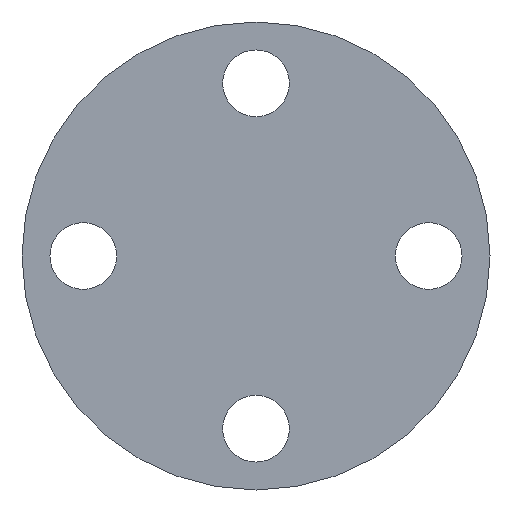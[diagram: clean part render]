
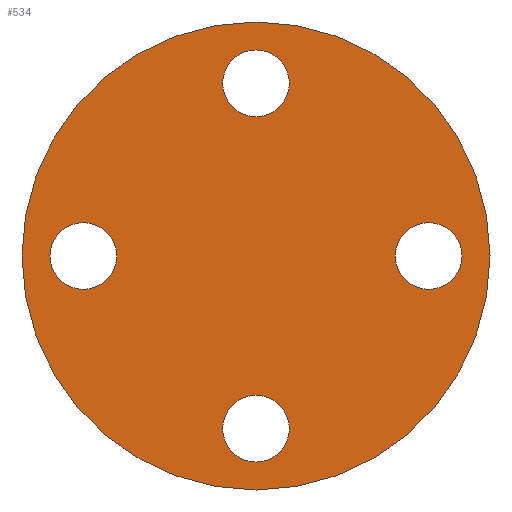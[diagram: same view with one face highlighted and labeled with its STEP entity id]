
A CAD part, front view. The second image highlights one B-rep face of the part: STEP entity #534.
In plain terms, the highlighted planar face has unit normal (0, -1, 0).
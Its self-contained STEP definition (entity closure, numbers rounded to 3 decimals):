
#7 = CARTESIAN_POINT ( 'NONE',  ( -49.2, 0., 0. ) ) ;
#10 = DIRECTION ( 'NONE',  ( 1., 0., 0. ) ) ;
#13 = CARTESIAN_POINT ( 'NONE',  ( 66.65, 0., 0. ) ) ;
#24 = CARTESIAN_POINT ( 'NONE',  ( 49.2, 0., 0. ) ) ;
#26 = AXIS2_PLACEMENT_3D ( 'NONE', #470, #548, #75 ) ;
#27 = DIRECTION ( 'NONE',  ( 0., -1., 0. ) ) ;
#36 = CIRCLE ( 'NONE', #112, 9.5 ) ;
#38 = FACE_BOUND ( 'NONE', #451, .T. ) ;
#39 = EDGE_LOOP ( 'NONE', ( #228, #481 ) ) ;
#43 = ORIENTED_EDGE ( 'NONE', *, *, #135, .F. ) ;
#48 = DIRECTION ( 'NONE',  ( -1., 0., 0. ) ) ;
#53 = EDGE_CURVE ( 'NONE', #173, #385, #457, .T. ) ;
#62 = CIRCLE ( 'NONE', #165, 9.5 ) ;
#70 = DIRECTION ( 'NONE',  ( 0., -1., 0. ) ) ;
#75 = DIRECTION ( 'NONE',  ( 1., 0., 0. ) ) ;
#77 = FACE_BOUND ( 'NONE', #39, .T. ) ;
#80 = CARTESIAN_POINT ( 'NONE',  ( 58.7, 0., 0. ) ) ;
#82 = AXIS2_PLACEMENT_3D ( 'NONE', #24, #27, #324 ) ;
#100 = CIRCLE ( 'NONE', #456, 9.5 ) ;
#101 = CARTESIAN_POINT ( 'NONE',  ( 0., 0., -49.2 ) ) ;
#102 = VERTEX_POINT ( 'NONE', #387 ) ;
#104 = CARTESIAN_POINT ( 'NONE',  ( 0., 0., 49.2 ) ) ;
#109 = VERTEX_POINT ( 'NONE', #345 ) ;
#110 = CARTESIAN_POINT ( 'NONE',  ( -39.7, 0., 0. ) ) ;
#111 = DIRECTION ( 'NONE',  ( -1., 0., 0. ) ) ;
#112 = AXIS2_PLACEMENT_3D ( 'NONE', #104, #188, #146 ) ;
#117 = DIRECTION ( 'NONE',  ( 0., -1., 0. ) ) ;
#118 = EDGE_CURVE ( 'NONE', #385, #173, #338, .T. ) ;
#122 = AXIS2_PLACEMENT_3D ( 'NONE', #536, #323, #111 ) ;
#126 = EDGE_LOOP ( 'NONE', ( #321, #549 ) ) ;
#128 = FACE_BOUND ( 'NONE', #126, .T. ) ;
#135 = EDGE_CURVE ( 'NONE', #351, #109, #544, .T. ) ;
#138 = DIRECTION ( 'NONE',  ( -1., 0., 0. ) ) ;
#146 = DIRECTION ( 'NONE',  ( 0., 0., 1. ) ) ;
#148 = EDGE_CURVE ( 'NONE', #477, #102, #62, .T. ) ;
#152 = EDGE_LOOP ( 'NONE', ( #361, #401 ) ) ;
#155 = DIRECTION ( 'NONE',  ( 0., 0., 1. ) ) ;
#158 = AXIS2_PLACEMENT_3D ( 'NONE', #463, #380, #138 ) ;
#165 = AXIS2_PLACEMENT_3D ( 'NONE', #404, #434, #10 ) ;
#170 = VERTEX_POINT ( 'NONE', #474 ) ;
#173 = VERTEX_POINT ( 'NONE', #13 ) ;
#184 = DIRECTION ( 'NONE',  ( 0., 0., -1. ) ) ;
#185 = VERTEX_POINT ( 'NONE', #482 ) ;
#188 = DIRECTION ( 'NONE',  ( 0., -1., 0. ) ) ;
#196 = EDGE_CURVE ( 'NONE', #109, #351, #262, .T. ) ;
#208 = CIRCLE ( 'NONE', #520, 9.5 ) ;
#212 = FACE_OUTER_BOUND ( 'NONE', #298, .T. ) ;
#228 = ORIENTED_EDGE ( 'NONE', *, *, #263, .F. ) ;
#239 = AXIS2_PLACEMENT_3D ( 'NONE', #529, #480, #184 ) ;
#240 = EDGE_CURVE ( 'NONE', #185, #305, #208, .T. ) ;
#262 = CIRCLE ( 'NONE', #239, 9.5 ) ;
#263 = EDGE_CURVE ( 'NONE', #519, #170, #36, .T. ) ;
#276 = DIRECTION ( 'NONE',  ( 0., -1., 0. ) ) ;
#282 = CARTESIAN_POINT ( 'NONE',  ( 0., 0., 49.2 ) ) ;
#289 = CARTESIAN_POINT ( 'NONE',  ( -66.65, 0., 0. ) ) ;
#298 = EDGE_LOOP ( 'NONE', ( #357, #444 ) ) ;
#305 = VERTEX_POINT ( 'NONE', #110 ) ;
#321 = ORIENTED_EDGE ( 'NONE', *, *, #148, .F. ) ;
#323 = DIRECTION ( 'NONE',  ( 0., 1., 0. ) ) ;
#324 = DIRECTION ( 'NONE',  ( 1., 0., 0. ) ) ;
#328 = CIRCLE ( 'NONE', #82, 9.5 ) ;
#338 = CIRCLE ( 'NONE', #158, 66.65 ) ;
#341 = FACE_BOUND ( 'NONE', #152, .T. ) ;
#345 = CARTESIAN_POINT ( 'NONE',  ( 0., 0., -39.7 ) ) ;
#351 = VERTEX_POINT ( 'NONE', #496 ) ;
#357 = ORIENTED_EDGE ( 'NONE', *, *, #118, .F. ) ;
#361 = ORIENTED_EDGE ( 'NONE', *, *, #240, .F. ) ;
#366 = ORIENTED_EDGE ( 'NONE', *, *, #196, .F. ) ;
#369 = DIRECTION ( 'NONE',  ( -1., 0., 0. ) ) ;
#371 = EDGE_CURVE ( 'NONE', #170, #519, #531, .T. ) ;
#376 = EDGE_CURVE ( 'NONE', #305, #185, #100, .T. ) ;
#379 = PLANE ( 'NONE',  #26 ) ;
#380 = DIRECTION ( 'NONE',  ( 0., 1., 0. ) ) ;
#382 = CARTESIAN_POINT ( 'NONE',  ( 0., 0., 58.7 ) ) ;
#385 = VERTEX_POINT ( 'NONE', #289 ) ;
#387 = CARTESIAN_POINT ( 'NONE',  ( 39.7, 0., 0. ) ) ;
#395 = DIRECTION ( 'NONE',  ( 0., -1., 0. ) ) ;
#401 = ORIENTED_EDGE ( 'NONE', *, *, #376, .F. ) ;
#404 = CARTESIAN_POINT ( 'NONE',  ( 49.2, 0., 0. ) ) ;
#412 = EDGE_CURVE ( 'NONE', #102, #477, #328, .T. ) ;
#413 = AXIS2_PLACEMENT_3D ( 'NONE', #101, #395, #441 ) ;
#434 = DIRECTION ( 'NONE',  ( 0., -1., 0. ) ) ;
#441 = DIRECTION ( 'NONE',  ( 0., 0., -1. ) ) ;
#444 = ORIENTED_EDGE ( 'NONE', *, *, #53, .F. ) ;
#451 = EDGE_LOOP ( 'NONE', ( #43, #366 ) ) ;
#456 = AXIS2_PLACEMENT_3D ( 'NONE', #497, #70, #369 ) ;
#457 = CIRCLE ( 'NONE', #122, 66.65 ) ;
#463 = CARTESIAN_POINT ( 'NONE',  ( 0., 0., 0. ) ) ;
#470 = CARTESIAN_POINT ( 'NONE',  ( 0., 0., 0. ) ) ;
#474 = CARTESIAN_POINT ( 'NONE',  ( 0., 0., 39.7 ) ) ;
#477 = VERTEX_POINT ( 'NONE', #80 ) ;
#480 = DIRECTION ( 'NONE',  ( 0., -1., 0. ) ) ;
#481 = ORIENTED_EDGE ( 'NONE', *, *, #371, .F. ) ;
#482 = CARTESIAN_POINT ( 'NONE',  ( -58.7, 0., 0. ) ) ;
#496 = CARTESIAN_POINT ( 'NONE',  ( 0., 0., -58.7 ) ) ;
#497 = CARTESIAN_POINT ( 'NONE',  ( -49.2, 0., 0. ) ) ;
#499 = AXIS2_PLACEMENT_3D ( 'NONE', #282, #117, #155 ) ;
#519 = VERTEX_POINT ( 'NONE', #382 ) ;
#520 = AXIS2_PLACEMENT_3D ( 'NONE', #7, #276, #48 ) ;
#529 = CARTESIAN_POINT ( 'NONE',  ( 0., 0., -49.2 ) ) ;
#531 = CIRCLE ( 'NONE', #499, 9.5 ) ;
#534 = ADVANCED_FACE ( 'NONE', ( #341, #77, #128, #38, #212 ), #379, .T. ) ;
#536 = CARTESIAN_POINT ( 'NONE',  ( 0., 0., 0. ) ) ;
#544 = CIRCLE ( 'NONE', #413, 9.5 ) ;
#548 = DIRECTION ( 'NONE',  ( 0., -1., 0. ) ) ;
#549 = ORIENTED_EDGE ( 'NONE', *, *, #412, .F. ) ;
